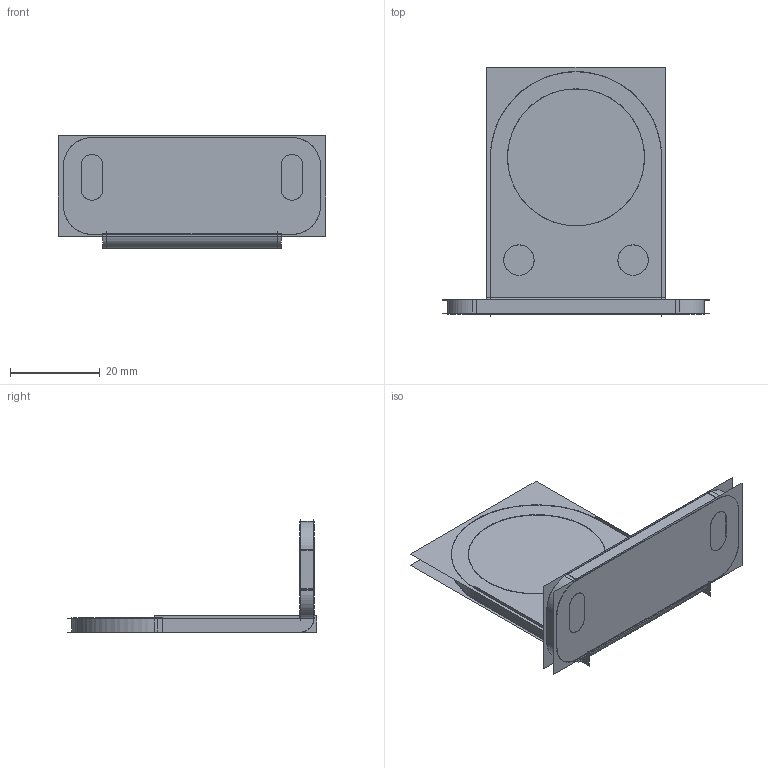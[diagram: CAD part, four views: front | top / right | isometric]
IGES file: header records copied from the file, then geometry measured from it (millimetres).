
Start section:  PTC IGES file: 210376.igs
Global section: file name: 210376.igs; native system: Creo Parametric by PTC Inc.; preprocessor: 2018300; author: pdmadmin; organization: Unknown; date: 20190128.152143; units: millimetre
Bounding box: 59.44 x 55.58 x 25.17 mm (x, y, z)
Volume: 6651.6 mm3; surface area: 25795.8 mm2
Topology: 1 solids, 1 shells, 64 faces, 338 edges, 430 vertices
Faces by surface type: revolution 34, bspline 30
